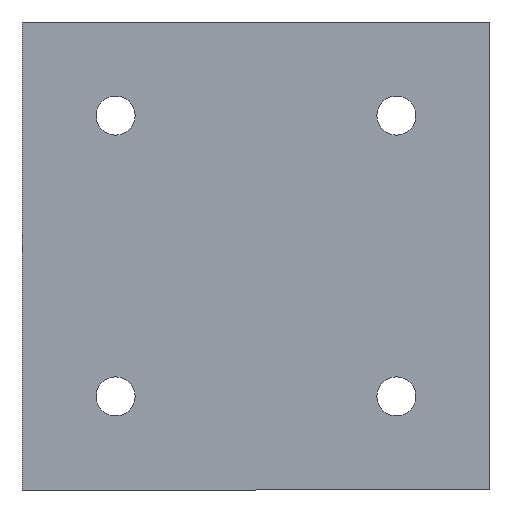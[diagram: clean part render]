
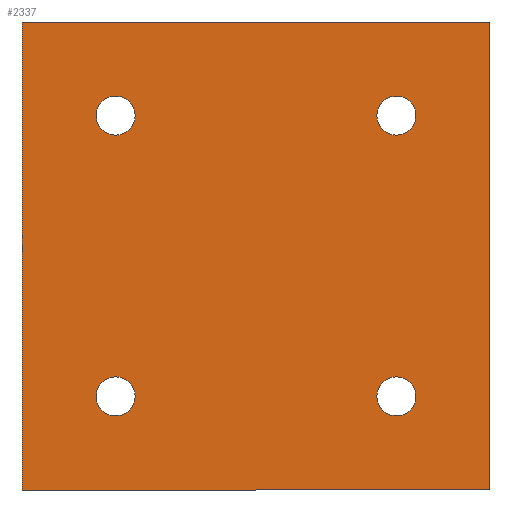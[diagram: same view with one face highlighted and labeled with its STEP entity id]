
A CAD part, front view. The second image highlights one B-rep face of the part: STEP entity #2337.
In plain terms, the highlighted planar face has unit normal (0, -1, 0).
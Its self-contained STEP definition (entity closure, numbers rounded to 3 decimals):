
#3 = DIRECTION ( 'NONE',  ( 0., 0., 1. ) ) ;
#18 = PLANE ( 'NONE',  #1569 ) ;
#35 = CARTESIAN_POINT ( 'NONE',  ( -30., 0., 30. ) ) ;
#68 = ORIENTED_EDGE ( 'NONE', *, *, #2601, .F. ) ;
#69 = EDGE_LOOP ( 'NONE', ( #1144, #3001 ) ) ;
#83 = EDGE_CURVE ( 'NONE', #270, #2928, #2795, .T. ) ;
#85 = CARTESIAN_POINT ( 'NONE',  ( -18., 0., -18. ) ) ;
#114 = VERTEX_POINT ( 'NONE', #1638 ) ;
#152 = VERTEX_POINT ( 'NONE', #2764 ) ;
#197 = EDGE_LOOP ( 'NONE', ( #1861, #725 ) ) ;
#214 = AXIS2_PLACEMENT_3D ( 'NONE', #1800, #2511, #2981 ) ;
#238 = CIRCLE ( 'NONE', #2606, 2.5 ) ;
#260 = DIRECTION ( 'NONE',  ( 0., 1., 0. ) ) ;
#263 = CIRCLE ( 'NONE', #884, 2.5 ) ;
#266 = AXIS2_PLACEMENT_3D ( 'NONE', #85, #803, #309 ) ;
#267 = LINE ( 'NONE', #2898, #1070 ) ;
#270 = VERTEX_POINT ( 'NONE', #2929 ) ;
#309 = DIRECTION ( 'NONE',  ( 0., 0., 1. ) ) ;
#340 = CARTESIAN_POINT ( 'NONE',  ( 18., 0., -15.5 ) ) ;
#341 = CIRCLE ( 'NONE', #491, 2.5 ) ;
#350 = AXIS2_PLACEMENT_3D ( 'NONE', #2312, #2548, #1315 ) ;
#437 = CARTESIAN_POINT ( 'NONE',  ( 18., 0., -18. ) ) ;
#461 = VECTOR ( 'NONE', #1392, 1000. ) ;
#491 = AXIS2_PLACEMENT_3D ( 'NONE', #2759, #2846, #903 ) ;
#525 = EDGE_CURVE ( 'NONE', #152, #1672, #1509, .T. ) ;
#530 = VERTEX_POINT ( 'NONE', #1849 ) ;
#538 = FACE_OUTER_BOUND ( 'NONE', #1496, .T. ) ;
#540 = LINE ( 'NONE', #1313, #3048 ) ;
#571 = EDGE_CURVE ( 'NONE', #2688, #1413, #986, .T. ) ;
#617 = ORIENTED_EDGE ( 'NONE', *, *, #571, .F. ) ;
#684 = CIRCLE ( 'NONE', #266, 2.5 ) ;
#687 = DIRECTION ( 'NONE',  ( 0., 0., 1. ) ) ;
#689 = VERTEX_POINT ( 'NONE', #35 ) ;
#725 = ORIENTED_EDGE ( 'NONE', *, *, #2101, .T. ) ;
#730 = DIRECTION ( 'NONE',  ( 0., 0., 1. ) ) ;
#731 = ORIENTED_EDGE ( 'NONE', *, *, #525, .F. ) ;
#738 = EDGE_CURVE ( 'NONE', #1672, #152, #684, .T. ) ;
#765 = DIRECTION ( 'NONE',  ( 1., 0., 0. ) ) ;
#803 = DIRECTION ( 'NONE',  ( 0., -1., 0. ) ) ;
#860 = EDGE_CURVE ( 'NONE', #114, #1904, #540, .T. ) ;
#884 = AXIS2_PLACEMENT_3D ( 'NONE', #1217, #2903, #3 ) ;
#903 = DIRECTION ( 'NONE',  ( 0., 0., 1. ) ) ;
#960 = CARTESIAN_POINT ( 'NONE',  ( 18., 0., 20.5 ) ) ;
#986 = CIRCLE ( 'NONE', #214, 2.5 ) ;
#1028 = CARTESIAN_POINT ( 'NONE',  ( -18., 0., -20.5 ) ) ;
#1065 = DIRECTION ( 'NONE',  ( 0., -1., 0. ) ) ;
#1070 = VECTOR ( 'NONE', #2187, 1000. ) ;
#1144 = ORIENTED_EDGE ( 'NONE', *, *, #83, .T. ) ;
#1217 = CARTESIAN_POINT ( 'NONE',  ( -18., 0., 18. ) ) ;
#1226 = FACE_BOUND ( 'NONE', #69, .T. ) ;
#1313 = CARTESIAN_POINT ( 'NONE',  ( 30., 0., 0. ) ) ;
#1315 = DIRECTION ( 'NONE',  ( 0., 0., 1. ) ) ;
#1338 = DIRECTION ( 'NONE',  ( 0., 0., 1. ) ) ;
#1392 = DIRECTION ( 'NONE',  ( 1., 0., 0. ) ) ;
#1413 = VERTEX_POINT ( 'NONE', #2228 ) ;
#1480 = LINE ( 'NONE', #2134, #461 ) ;
#1496 = EDGE_LOOP ( 'NONE', ( #1568, #2620, #68, #3023 ) ) ;
#1509 = CIRCLE ( 'NONE', #2062, 2.5 ) ;
#1568 = ORIENTED_EDGE ( 'NONE', *, *, #860, .T. ) ;
#1569 = AXIS2_PLACEMENT_3D ( 'NONE', #2438, #260, #2206 ) ;
#1596 = VERTEX_POINT ( 'NONE', #1781 ) ;
#1638 = CARTESIAN_POINT ( 'NONE',  ( 30., 0., -30. ) ) ;
#1672 = VERTEX_POINT ( 'NONE', #1028 ) ;
#1680 = DIRECTION ( 'NONE',  ( 0., 1., 0. ) ) ;
#1720 = CARTESIAN_POINT ( 'NONE',  ( 0., 0., -30. ) ) ;
#1750 = VERTEX_POINT ( 'NONE', #2269 ) ;
#1781 = CARTESIAN_POINT ( 'NONE',  ( -18., 0., 20.5 ) ) ;
#1790 = CIRCLE ( 'NONE', #350, 2.5 ) ;
#1800 = CARTESIAN_POINT ( 'NONE',  ( 18., 0., 18. ) ) ;
#1836 = EDGE_CURVE ( 'NONE', #2928, #270, #1790, .T. ) ;
#1849 = CARTESIAN_POINT ( 'NONE',  ( -18., 0., 15.5 ) ) ;
#1850 = CARTESIAN_POINT ( 'NONE',  ( 30., 0., 30. ) ) ;
#1861 = ORIENTED_EDGE ( 'NONE', *, *, #2673, .T. ) ;
#1904 = VERTEX_POINT ( 'NONE', #1850 ) ;
#1997 = EDGE_LOOP ( 'NONE', ( #2871, #617 ) ) ;
#2062 = AXIS2_PLACEMENT_3D ( 'NONE', #2781, #1065, #3030 ) ;
#2101 = EDGE_CURVE ( 'NONE', #1596, #530, #263, .T. ) ;
#2134 = CARTESIAN_POINT ( 'NONE',  ( 0., 0., 30. ) ) ;
#2169 = EDGE_LOOP ( 'NONE', ( #2748, #731 ) ) ;
#2187 = DIRECTION ( 'NONE',  ( 0., 0., 1. ) ) ;
#2206 = DIRECTION ( 'NONE',  ( 0., 0., 1. ) ) ;
#2228 = CARTESIAN_POINT ( 'NONE',  ( 18., 0., 15.5 ) ) ;
#2246 = FACE_BOUND ( 'NONE', #1997, .T. ) ;
#2269 = CARTESIAN_POINT ( 'NONE',  ( -30., 0., -30. ) ) ;
#2312 = CARTESIAN_POINT ( 'NONE',  ( 18., 0., -18. ) ) ;
#2327 = VECTOR ( 'NONE', #765, 1000. ) ;
#2337 = ADVANCED_FACE ( 'NONE', ( #538, #2885, #2499, #2246, #1226 ), #18, .F. ) ;
#2370 = EDGE_CURVE ( 'NONE', #1750, #114, #2924, .T. ) ;
#2383 = EDGE_CURVE ( 'NONE', #1413, #2688, #341, .T. ) ;
#2438 = CARTESIAN_POINT ( 'NONE',  ( 0., 0., 0. ) ) ;
#2499 = FACE_BOUND ( 'NONE', #2169, .T. ) ;
#2505 = EDGE_CURVE ( 'NONE', #689, #1904, #1480, .T. ) ;
#2511 = DIRECTION ( 'NONE',  ( 0., -1., 0. ) ) ;
#2548 = DIRECTION ( 'NONE',  ( 0., 1., 0. ) ) ;
#2601 = EDGE_CURVE ( 'NONE', #1750, #689, #267, .T. ) ;
#2606 = AXIS2_PLACEMENT_3D ( 'NONE', #3153, #1680, #730 ) ;
#2620 = ORIENTED_EDGE ( 'NONE', *, *, #2505, .F. ) ;
#2673 = EDGE_CURVE ( 'NONE', #530, #1596, #238, .T. ) ;
#2688 = VERTEX_POINT ( 'NONE', #960 ) ;
#2699 = AXIS2_PLACEMENT_3D ( 'NONE', #437, #3093, #687 ) ;
#2748 = ORIENTED_EDGE ( 'NONE', *, *, #738, .F. ) ;
#2759 = CARTESIAN_POINT ( 'NONE',  ( 18., 0., 18. ) ) ;
#2764 = CARTESIAN_POINT ( 'NONE',  ( -18., 0., -15.5 ) ) ;
#2781 = CARTESIAN_POINT ( 'NONE',  ( -18., 0., -18. ) ) ;
#2795 = CIRCLE ( 'NONE', #2699, 2.5 ) ;
#2846 = DIRECTION ( 'NONE',  ( 0., -1., 0. ) ) ;
#2871 = ORIENTED_EDGE ( 'NONE', *, *, #2383, .F. ) ;
#2885 = FACE_BOUND ( 'NONE', #197, .T. ) ;
#2898 = CARTESIAN_POINT ( 'NONE',  ( -30., 0., 0. ) ) ;
#2903 = DIRECTION ( 'NONE',  ( 0., 1., 0. ) ) ;
#2924 = LINE ( 'NONE', #1720, #2327 ) ;
#2928 = VERTEX_POINT ( 'NONE', #340 ) ;
#2929 = CARTESIAN_POINT ( 'NONE',  ( 18., 0., -20.5 ) ) ;
#2981 = DIRECTION ( 'NONE',  ( 0., 0., 1. ) ) ;
#3001 = ORIENTED_EDGE ( 'NONE', *, *, #1836, .T. ) ;
#3023 = ORIENTED_EDGE ( 'NONE', *, *, #2370, .T. ) ;
#3030 = DIRECTION ( 'NONE',  ( 0., 0., 1. ) ) ;
#3048 = VECTOR ( 'NONE', #1338, 1000. ) ;
#3093 = DIRECTION ( 'NONE',  ( 0., 1., 0. ) ) ;
#3153 = CARTESIAN_POINT ( 'NONE',  ( -18., 0., 18. ) ) ;
